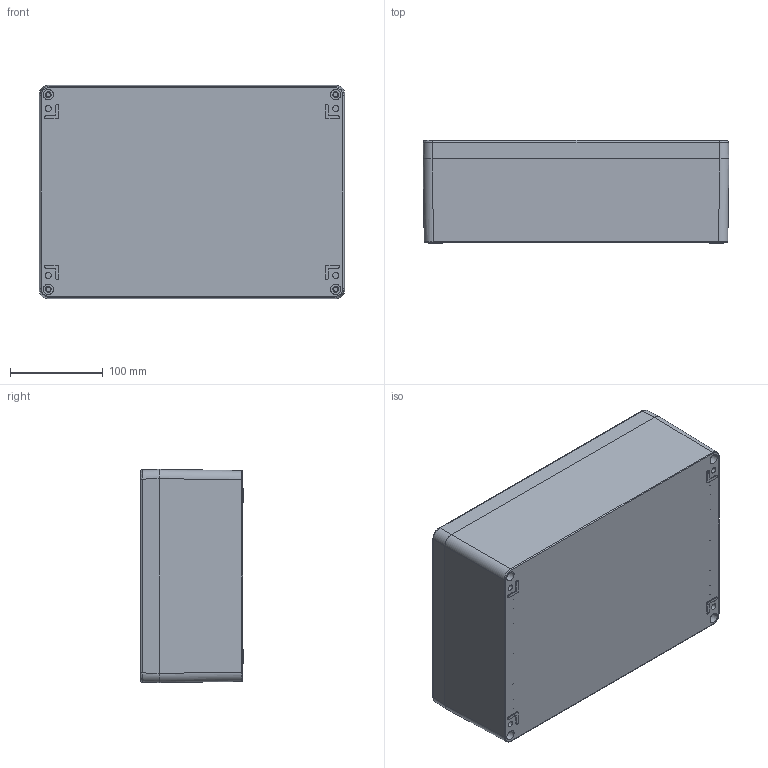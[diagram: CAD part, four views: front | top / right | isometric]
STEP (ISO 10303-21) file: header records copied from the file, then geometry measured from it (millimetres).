
FILE_DESCRIPTION (( 'STEP AP214' ), '1' );
FILE_NAME ('2374-3323-11-50.step', '2023-11-08T10:38:58', ( '' ), ( '' ), 'SwSTEP 2.0', 'SolidWorks 2019', '' );
FILE_SCHEMA (( 'AUTOMOTIVE_DESIGN' ));
Length unit declared in the file: millimetre
Products named in the file (7): 2374-3323-11-50; SchutzleiteranschlussM4x8; Unterteil^2374-3323-11-50; Deckel^2374-3323-11-50; DeckelschraubeM6x24; SchutzleiteranschlussM6x10
Assembly tree (12 placements, depth 3):
  2374-3323-11-50
    2374-3323-11-50
      Unterteil^2374-3323-11-50
      SchutzleiteranschlussM6x10  x4
      Deckel^2374-3323-11-50
      SchutzleiteranschlussM4x8
      DeckelschraubeM6x24  x4
Bounding box: 330 x 111 x 230 mm (x, y, z)
Volume: 439919.4 mm3; surface area: 575706.5 mm2
Topology: 15 solids, 34 shells, 1042 faces, 2753 edges, 1754 vertices
Faces by surface type: plane 440, cylinder 344, cone 203, torus 28, bspline 27
Entity records: 25015 total; most frequent: CARTESIAN_POINT 9316, ORIENTED_EDGE 3260, DIRECTION 3047, EDGE_CURVE 1666, AXIS2_PLACEMENT_3D 1156, VERTEX_POINT 1079, EDGE_LOOP 747, LINE 735
